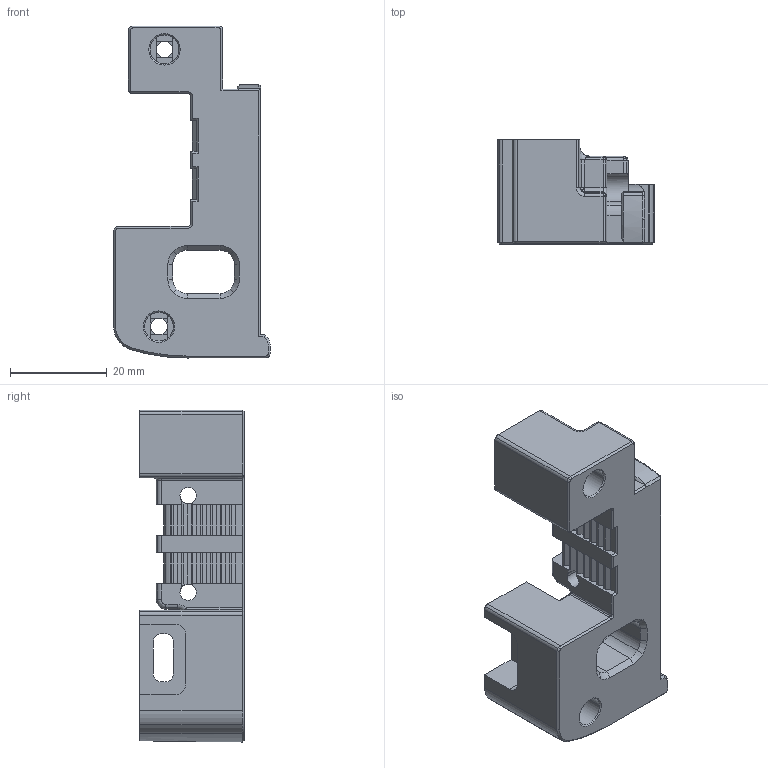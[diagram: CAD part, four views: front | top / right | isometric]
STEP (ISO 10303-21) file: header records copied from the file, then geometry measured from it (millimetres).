
FILE_DESCRIPTION (( 'STEP AP214' ), '1' );
FILE_NAME ('x_carriage_frame_left.stp^MGN12_X_Carriage_CW2.stp_Stealthburner_CW2_Assembly with microprobe.STEP', '2023-07-03T06:20:17', ( '' ), ( '' ), 'SwSTEP 2.0', 'SolidWorks 2022', '' );
FILE_SCHEMA (( 'AUTOMOTIVE_DESIGN' ));
Length unit declared in the file: millimetre
Products named in the file (1): x_carriage_frame_left.stp^MGN12_X_Carriage_CW2.stp_Stealthburner_CW2_Assembly with microprobe
Bounding box: 32.4 x 21.6 x 68.75 mm (x, y, z)
Volume: 19811.7 mm3; surface area: 8927.3 mm2
Topology: 1 solids, 1 shells, 385 faces, 1015 edges, 631 vertices
Faces by surface type: plane 174, cylinder 136, cone 32, torus 19, sphere 16, bspline 8
Entity records: 12434 total; most frequent: CARTESIAN_POINT 2743, DIRECTION 2078, ORIENTED_EDGE 2026, EDGE_CURVE 1013, AXIS2_PLACEMENT_3D 737, VERTEX_POINT 631, VECTOR 604, LINE 604
